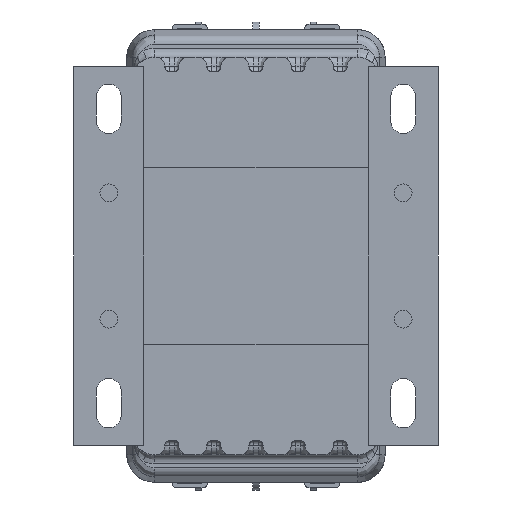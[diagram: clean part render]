
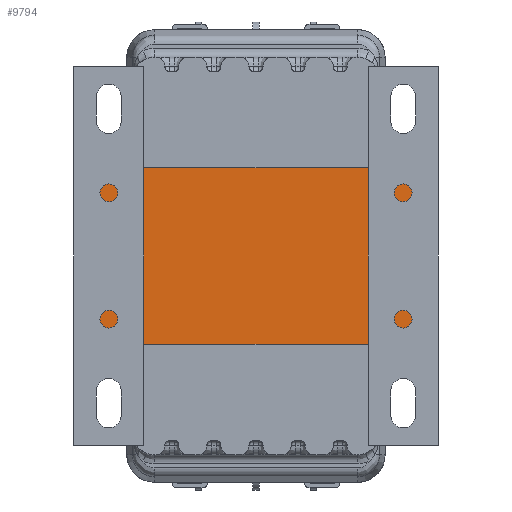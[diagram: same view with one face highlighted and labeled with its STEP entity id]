
A CAD part, front view. The second image highlights one B-rep face of the part: STEP entity #9794.
In plain terms, the highlighted planar face has unit normal (0, -1, 0).
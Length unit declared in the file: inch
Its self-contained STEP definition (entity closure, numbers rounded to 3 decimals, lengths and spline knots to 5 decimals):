
#39 = LINE ( 'NONE', #7725, #9819 ) ;
#210 = EDGE_CURVE ( 'NONE', #8916, #4636, #39, .T. ) ;
#579 = CARTESIAN_POINT ( 'NONE',  ( -1.5, -1.25, -0.7874 ) ) ;
#1273 = EDGE_CURVE ( 'NONE', #4772, #8916, #6000, .T. ) ;
#1646 = VECTOR ( 'NONE', #9564, 39.37008 ) ;
#1883 = CARTESIAN_POINT ( 'NONE',  ( -1.5, -1.25, 0.7874 ) ) ;
#2058 = LINE ( 'NONE', #1883, #1646 ) ;
#2348 = CARTESIAN_POINT ( 'NONE',  ( -1.5, -1.25, -0.7874 ) ) ;
#2984 = EDGE_CURVE ( 'NONE', #14462, #4772, #2058, .T. ) ;
#3219 = ORIENTED_EDGE ( 'NONE', *, *, #2984, .F. ) ;
#3220 = CARTESIAN_POINT ( 'NONE',  ( 1.5, -1.25, 0.7874 ) ) ;
#3490 = ORIENTED_EDGE ( 'NONE', *, *, #1273, .F. ) ;
#4520 = DIRECTION ( 'NONE',  ( 0., 0., -1. ) ) ;
#4636 = VERTEX_POINT ( 'NONE', #2348 ) ;
#4772 = VERTEX_POINT ( 'NONE', #5211 ) ;
#5211 = CARTESIAN_POINT ( 'NONE',  ( 1.5, -1.25, 0.7874 ) ) ;
#5590 = VECTOR ( 'NONE', #4520, 39.37008 ) ;
#5605 = EDGE_LOOP ( 'NONE', ( #3219, #13250, #13498, #3490 ) ) ;
#6000 = LINE ( 'NONE', #3220, #5590 ) ;
#6454 = DIRECTION ( 'NONE',  ( -1., 0., 0. ) ) ;
#6891 = DIRECTION ( 'NONE',  ( 0., 0., 1. ) ) ;
#7725 = CARTESIAN_POINT ( 'NONE',  ( 1.5, -1.25, -0.7874 ) ) ;
#8126 = PLANE ( 'NONE',  #15710 ) ;
#8337 = LINE ( 'NONE', #579, #14289 ) ;
#8916 = VERTEX_POINT ( 'NONE', #15987 ) ;
#9023 = FACE_OUTER_BOUND ( 'NONE', #5605, .T. ) ;
#9461 = DIRECTION ( 'NONE',  ( 0., 0., 1. ) ) ;
#9564 = DIRECTION ( 'NONE',  ( 1., 0., 0. ) ) ;
#9794 = ADVANCED_FACE ( 'NONE', ( #9023 ), #8126, .F. ) ;
#9819 = VECTOR ( 'NONE', #6454, 39.37008 ) ;
#10688 = CARTESIAN_POINT ( 'NONE',  ( 0., -1.25, 0. ) ) ;
#13250 = ORIENTED_EDGE ( 'NONE', *, *, #16488, .F. ) ;
#13498 = ORIENTED_EDGE ( 'NONE', *, *, #210, .F. ) ;
#14289 = VECTOR ( 'NONE', #9461, 39.37008 ) ;
#14462 = VERTEX_POINT ( 'NONE', #15295 ) ;
#14503 = DIRECTION ( 'NONE',  ( 0., 1., 0. ) ) ;
#15295 = CARTESIAN_POINT ( 'NONE',  ( -1.5, -1.25, 0.7874 ) ) ;
#15710 = AXIS2_PLACEMENT_3D ( 'NONE', #10688, #14503, #6891 ) ;
#15987 = CARTESIAN_POINT ( 'NONE',  ( 1.5, -1.25, -0.7874 ) ) ;
#16488 = EDGE_CURVE ( 'NONE', #4636, #14462, #8337, .T. ) ;
